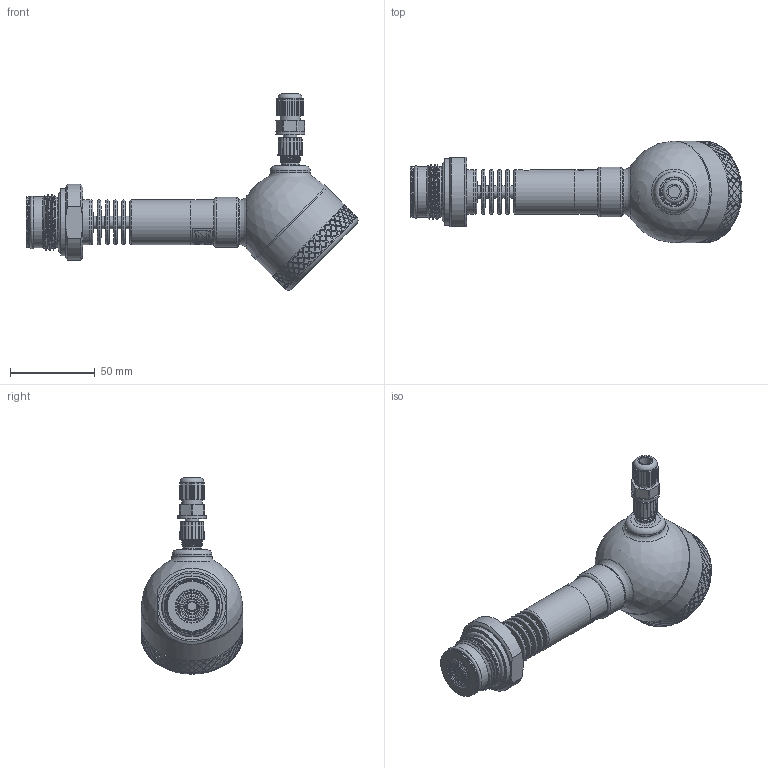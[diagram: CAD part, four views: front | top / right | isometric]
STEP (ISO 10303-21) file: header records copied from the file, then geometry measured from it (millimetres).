
FILE_DESCRIPTION(/* description */ (''),/* implementation_level */ '2;1');
FILE_NAME(/* name */ 'APZ3420mFH_G1DIN-solidflush_radiator_3.step',/* time_stamp */ '2021-07-07T16:28:16+03:00',/* author */ (''),/* organization */ (''),/* preprocessor_version */ 'ST-DEVELOPER v18.1',/* originating_system */ 'Autodesk Translation Framework v10.9.0.1377',/* authorisation */ '');
FILE_SCHEMA (('AUTOMOTIVE_DESIGN { 1 0 10303 214 3 1 1 }'));
Length unit declared in the file: millimetre
Products named in the file (8): АПЗ420М-полевойкорпус-
заполненный; Заполненный полевой 
корпус v13; Main body; Cover without display; M12x1 adapter; M12x1 female straight v9; G1 flush diaphragm; shell radiator
Assembly tree (7 placements, depth 3):
  АПЗ420М-полевойкорпус-
заполненный
    Заполненный полевой 
корпус v13
      Main body
      Cover without display
      M12x1 adapter
      M12x1 female straight v9
    G1 flush diaphragm
    shell radiator
Bounding box: 196.42 x 60.1 x 116.18 mm (x, y, z)
Volume: 277874.9 mm3; surface area: 52482.8 mm2
Topology: 9 solids, 9 shells, 1606 faces, 3963 edges, 2627 vertices
Faces by surface type: bspline 928, cylinder 305, plane 276, torus 53, cone 43, sphere 1
Full cylindrical faces by diameter (mm): 1 x4, 2 x2, 4 x1, 7.183 x1, 7.3 x1, 7.5 x5, 8 x3, 9.3 x1, 10.293 x1, 10.5 x2, 10.741 x7, 11.884 x6, 12 x1, 14 x1, 17 x1, 19.7 x1, 21.6 x1, 21.767 x1, 22.4 x1, 23.6 x1, 24.5 x4, 26.5 x4, 27.1 x1, 29.4 x1, 29.5 x1, 29.6 x1, 30.05 x3, 30.291 x1, 35.6 x1, 39.6 x1
Entity records: 66043 total; most frequent: CARTESIAN_POINT 35024, ORIENTED_EDGE 7924, EDGE_CURVE 3962, DIRECTION 3338, VERTEX_POINT 2627, B_SPLINE_CURVE_WITH_KNOTS 2591, EDGE_LOOP 1867, FACE_OUTER_BOUND 1606
